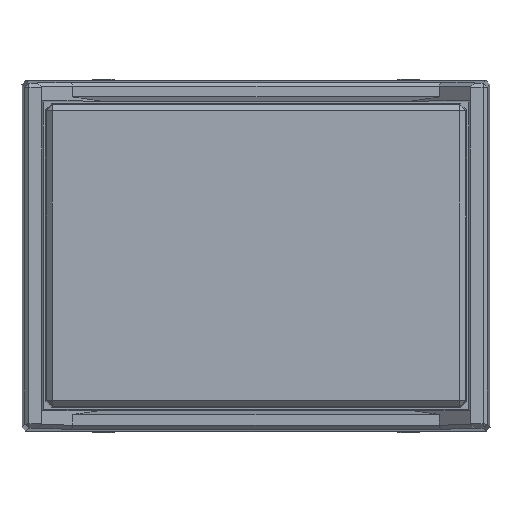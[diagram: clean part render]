
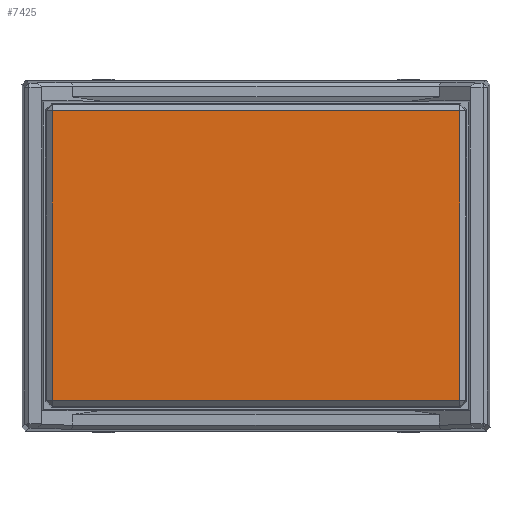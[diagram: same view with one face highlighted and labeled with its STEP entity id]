
A CAD part, top view. The second image highlights one B-rep face of the part: STEP entity #7425.
In plain terms, the highlighted face is planar.
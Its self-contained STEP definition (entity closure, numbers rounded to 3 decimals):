
#780 = VERTEX_POINT ( 'NONE', #11558 ) ;
#823 = EDGE_LOOP ( 'NONE', ( #12622, #12036, #11549, #7129 ) ) ;
#1550 = CARTESIAN_POINT ( 'NONE',  ( 10.396, 0., 0. ) ) ;
#1569 = DIRECTION ( 'NONE',  ( 0., 0., -1. ) ) ;
#1605 = LINE ( 'NONE', #5936, #1662 ) ;
#1662 = VECTOR ( 'NONE', #10287, 1000. ) ;
#1678 = CARTESIAN_POINT ( 'NONE',  ( 0., 0., -7.396 ) ) ;
#2147 = CARTESIAN_POINT ( 'NONE',  ( -10.396, 0., 0. ) ) ;
#2626 = PLANE ( 'NONE',  #6372 ) ;
#4657 = VECTOR ( 'NONE', #5873, 1000. ) ;
#5165 = EDGE_CURVE ( 'NONE', #7373, #8663, #11406, .T. ) ;
#5683 = CARTESIAN_POINT ( 'NONE',  ( 10.396, 0., -7.396 ) ) ;
#5873 = DIRECTION ( 'NONE',  ( 0., 0., 1. ) ) ;
#5936 = CARTESIAN_POINT ( 'NONE',  ( 0., 0., 7.396 ) ) ;
#6009 = DIRECTION ( 'NONE',  ( 1., 0., 0. ) ) ;
#6055 = EDGE_CURVE ( 'NONE', #8344, #780, #1605, .T. ) ;
#6372 = AXIS2_PLACEMENT_3D ( 'NONE', #6983, #11304, #1569 ) ;
#6487 = DIRECTION ( 'NONE',  ( 0., 0., -1. ) ) ;
#6983 = CARTESIAN_POINT ( 'NONE',  ( -10.396, 0., 7.396 ) ) ;
#7129 = ORIENTED_EDGE ( 'NONE', *, *, #6055, .T. ) ;
#7373 = VERTEX_POINT ( 'NONE', #12169 ) ;
#7425 = ADVANCED_FACE ( 'NONE', ( #12376 ), #2626, .F. ) ;
#8153 = EDGE_CURVE ( 'NONE', #8344, #7373, #11877, .T. ) ;
#8344 = VERTEX_POINT ( 'NONE', #13454 ) ;
#8663 = VERTEX_POINT ( 'NONE', #5683 ) ;
#9099 = VECTOR ( 'NONE', #6009, 1000. ) ;
#10287 = DIRECTION ( 'NONE',  ( 1., 0., 0. ) ) ;
#11286 = LINE ( 'NONE', #1550, #4657 ) ;
#11304 = DIRECTION ( 'NONE',  ( 0., -1., 0. ) ) ;
#11406 = LINE ( 'NONE', #1678, #9099 ) ;
#11549 = ORIENTED_EDGE ( 'NONE', *, *, #8153, .F. ) ;
#11558 = CARTESIAN_POINT ( 'NONE',  ( 10.396, 0., 7.396 ) ) ;
#11877 = LINE ( 'NONE', #2147, #13653 ) ;
#12036 = ORIENTED_EDGE ( 'NONE', *, *, #5165, .F. ) ;
#12169 = CARTESIAN_POINT ( 'NONE',  ( -10.396, 0., -7.396 ) ) ;
#12376 = FACE_OUTER_BOUND ( 'NONE', #823, .T. ) ;
#12622 = ORIENTED_EDGE ( 'NONE', *, *, #12643, .F. ) ;
#12643 = EDGE_CURVE ( 'NONE', #8663, #780, #11286, .T. ) ;
#13454 = CARTESIAN_POINT ( 'NONE',  ( -10.396, 0., 7.396 ) ) ;
#13653 = VECTOR ( 'NONE', #6487, 1000. ) ;
